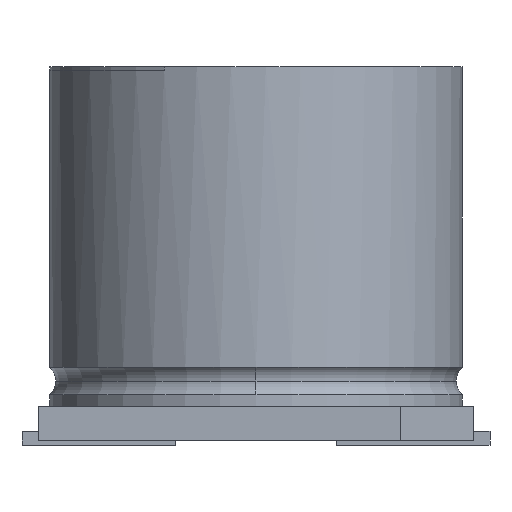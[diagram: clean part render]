
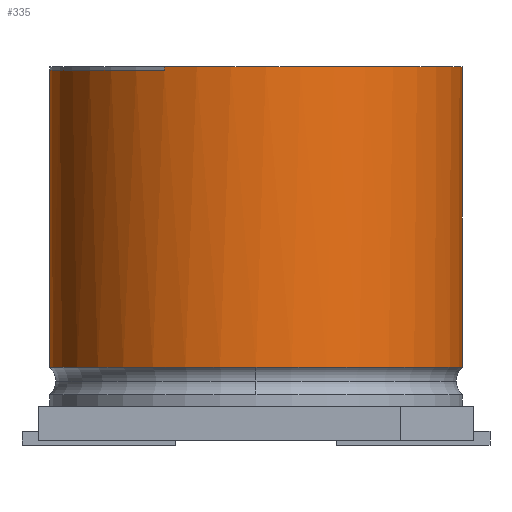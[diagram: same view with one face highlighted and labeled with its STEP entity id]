
A CAD part, front view. The second image highlights one B-rep face of the part: STEP entity #335.
In plain terms, the highlighted cylindrical face has radius 4.95 mm (diameter 9.9 mm), a partial arc.
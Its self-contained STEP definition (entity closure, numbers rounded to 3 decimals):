
#169 = VERTEX_POINT('',#170);
#170 = CARTESIAN_POINT('',(-4.95,0.,1.87));
#177 = EDGE_CURVE('',#178,#169,#180,.T.);
#178 = VERTEX_POINT('',#179);
#179 = CARTESIAN_POINT('',(0.,-4.95,1.87));
#180 = CIRCLE('',#181,4.95);
#181 = AXIS2_PLACEMENT_3D('',#182,#183,#184);
#182 = CARTESIAN_POINT('',(0.,0.,1.87)
  );
#183 = DIRECTION('',(0.,0.,-1.));
#184 = DIRECTION('',(0.,-1.,0.));
#263 = EDGE_CURVE('',#264,#178,#266,.T.);
#264 = VERTEX_POINT('',#265);
#265 = CARTESIAN_POINT('',(4.95,0.,1.87));
#266 = CIRCLE('',#267,4.95);
#267 = AXIS2_PLACEMENT_3D('',#268,#269,#270);
#268 = CARTESIAN_POINT('',(0.,0.,1.87)
  );
#269 = DIRECTION('',(0.,0.,-1.));
#270 = DIRECTION('',(0.,-1.,0.));
#289 = EDGE_CURVE('',#290,#169,#292,.T.);
#290 = VERTEX_POINT('',#291);
#291 = CARTESIAN_POINT('',(-4.95,0.,8.993));
#292 = LINE('',#293,#294);
#293 = CARTESIAN_POINT('',(-4.95,0.,9.075));
#294 = VECTOR('',#295,1.);
#295 = DIRECTION('',(0.,0.,-1.));
#315 = VERTEX_POINT('',#316);
#316 = CARTESIAN_POINT('',(4.95,0.,9.075));
#323 = EDGE_CURVE('',#315,#264,#324,.T.);
#324 = LINE('',#325,#326);
#325 = CARTESIAN_POINT('',(4.95,0.,9.075));
#326 = VECTOR('',#327,1.);
#327 = DIRECTION('',(0.,0.,-1.));
#335 = ADVANCED_FACE('',(#336),#366,.T.);
#336 = FACE_BOUND('',#337,.T.);
#337 = EDGE_LOOP('',(#338,#347,#348,#349,#350,#351,#360));
#338 = ORIENTED_EDGE('',*,*,#339,.F.);
#339 = EDGE_CURVE('',#290,#340,#342,.T.);
#340 = VERTEX_POINT('',#341);
#341 = CARTESIAN_POINT('',(-2.2,-4.434,8.993));
#342 = CIRCLE('',#343,4.95);
#343 = AXIS2_PLACEMENT_3D('',#344,#345,#346);
#344 = CARTESIAN_POINT('',(0.,0.,8.993)
  );
#345 = DIRECTION('',(0.,0.,1.));
#346 = DIRECTION('',(-1.,0.,0.));
#347 = ORIENTED_EDGE('',*,*,#289,.T.);
#348 = ORIENTED_EDGE('',*,*,#177,.F.);
#349 = ORIENTED_EDGE('',*,*,#263,.F.);
#350 = ORIENTED_EDGE('',*,*,#323,.F.);
#351 = ORIENTED_EDGE('',*,*,#352,.F.);
#352 = EDGE_CURVE('',#353,#315,#355,.T.);
#353 = VERTEX_POINT('',#354);
#354 = CARTESIAN_POINT('',(-2.2,-4.434,9.075));
#355 = CIRCLE('',#356,4.95);
#356 = AXIS2_PLACEMENT_3D('',#357,#358,#359);
#357 = CARTESIAN_POINT('',(0.,0.,9.075)
  );
#358 = DIRECTION('',(0.,0.,1.));
#359 = DIRECTION('',(-1.,0.,0.));
#360 = ORIENTED_EDGE('',*,*,#361,.F.);
#361 = EDGE_CURVE('',#340,#353,#362,.T.);
#362 = LINE('',#363,#364);
#363 = CARTESIAN_POINT('',(-2.2,-4.434,8.993));
#364 = VECTOR('',#365,1.);
#365 = DIRECTION('',(0.,0.,1.));
#366 = CYLINDRICAL_SURFACE('',#367,4.95);
#367 = AXIS2_PLACEMENT_3D('',#368,#369,#370);
#368 = CARTESIAN_POINT('',(0.,0.,9.075)
  );
#369 = DIRECTION('',(0.,0.,-1.));
#370 = DIRECTION('',(1.,0.,0.));
